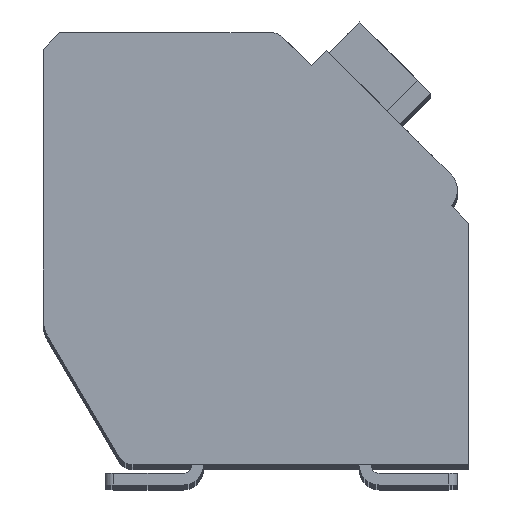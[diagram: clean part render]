
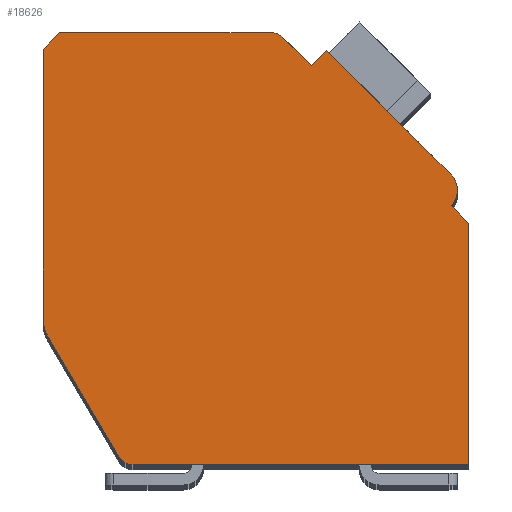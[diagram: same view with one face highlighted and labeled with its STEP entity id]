
A CAD part, top view. The second image highlights one B-rep face of the part: STEP entity #18626.
In plain terms, the highlighted planar face has unit normal (0, 0, 1).
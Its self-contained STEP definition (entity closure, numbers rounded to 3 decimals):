
#1611=DIRECTION('',(0.,-1.,0.));
#1612=VECTOR('',#1611,8.053);
#1613=CARTESIAN_POINT('',(-12.7,12.4,2.1));
#1614=LINE('',#1613,#1612);
#1615=DIRECTION('',(-0.707,-0.707,0.));
#1616=VECTOR('',#1615,0.707);
#1617=CARTESIAN_POINT('',(-12.2,12.9,2.1));
#1618=LINE('',#1617,#1616);
#1619=DIRECTION('',(-1.,0.,0.));
#1620=VECTOR('',#1619,6.298);
#1621=CARTESIAN_POINT('',(-5.902,12.9,2.1));
#1622=LINE('',#1621,#1620);
#1623=CARTESIAN_POINT('',(-5.902,12.4,2.1));
#1624=DIRECTION('',(0.,0.,1.));
#1625=DIRECTION('',(0.707,0.707,0.));
#1626=AXIS2_PLACEMENT_3D('',#1623,#1624,#1625);
#1628=DIRECTION('',(-0.707,0.707,0.));
#1629=VECTOR('',#1628,1.197);
#1630=CARTESIAN_POINT('',(-4.702,11.907,2.1));
#1631=LINE('',#1630,#1629);
#1632=DIRECTION('',(-0.707,-0.707,0.));
#1633=VECTOR('',#1632,0.65);
#1634=CARTESIAN_POINT('',(-4.243,12.367,2.1));
#1635=LINE('',#1634,#1633);
#1636=DIRECTION('',(-0.707,0.707,0.));
#1637=VECTOR('',#1636,5.25);
#1638=CARTESIAN_POINT('',(-0.53,8.655,2.1));
#1639=LINE('',#1638,#1637);
#1640=CARTESIAN_POINT('',(-0.99,8.195,2.1));
#1641=DIRECTION('',(0.,0.,1.));
#1642=DIRECTION('',(0.707,-0.707,0.));
#1643=AXIS2_PLACEMENT_3D('',#1640,#1641,#1642);
#1645=DIRECTION('',(-0.707,0.707,0.));
#1646=VECTOR('',#1645,0.75);
#1647=CARTESIAN_POINT('',(0.,7.205,2.1));
#1648=LINE('',#1647,#1646);
#1649=DIRECTION('',(0.,1.,0.));
#1650=VECTOR('',#1649,7.205);
#1651=CARTESIAN_POINT('',(0.,0.,2.1));
#1652=LINE('',#1651,#1650);
#1653=DIRECTION('',(1.,0.,0.));
#1654=VECTOR('',#1653,10.014);
#1655=CARTESIAN_POINT('',(-10.014,0.,2.1));
#1656=LINE('',#1655,#1654);
#1657=CARTESIAN_POINT('',(-10.014,0.5,2.1));
#1658=DIRECTION('',(0.,0.,1.));
#1659=DIRECTION('',(-0.862,-0.508,0.));
#1660=AXIS2_PLACEMENT_3D('',#1657,#1658,#1659);
#1662=DIRECTION('',(0.508,-0.862,0.));
#1663=VECTOR('',#1662,4.17);
#1664=CARTESIAN_POINT('',(-12.562,3.839,2.1));
#1665=LINE('',#1664,#1663);
#1666=CARTESIAN_POINT('',(-11.7,4.347,2.1));
#1667=DIRECTION('',(0.,0.,1.));
#1668=DIRECTION('',(-1.,0.,0.));
#1669=AXIS2_PLACEMENT_3D('',#1666,#1667,#1668);
#13241=CARTESIAN_POINT('',(-12.7,12.4,2.1));
#13242=CARTESIAN_POINT('',(-12.7,4.347,2.1));
#13243=VERTEX_POINT('',#13241);
#13244=VERTEX_POINT('',#13242);
#13245=CARTESIAN_POINT('',(-12.562,3.839,2.1));
#13246=VERTEX_POINT('',#13245);
#13247=CARTESIAN_POINT('',(-10.445,0.246,2.1));
#13248=VERTEX_POINT('',#13247);
#13249=CARTESIAN_POINT('',(-10.014,0.,2.1));
#13250=VERTEX_POINT('',#13249);
#13251=CARTESIAN_POINT('',(0.,0.,2.1));
#13252=VERTEX_POINT('',#13251);
#13253=CARTESIAN_POINT('',(0.,7.205,2.1));
#13254=VERTEX_POINT('',#13253);
#13255=CARTESIAN_POINT('',(-0.53,7.735,2.1));
#13256=VERTEX_POINT('',#13255);
#13257=CARTESIAN_POINT('',(-0.53,8.655,2.1));
#13258=VERTEX_POINT('',#13257);
#13259=CARTESIAN_POINT('',(-4.243,12.367,2.1));
#13260=VERTEX_POINT('',#13259);
#13261=CARTESIAN_POINT('',(-4.702,11.907,2.1));
#13262=VERTEX_POINT('',#13261);
#13263=CARTESIAN_POINT('',(-5.548,12.754,2.1));
#13264=VERTEX_POINT('',#13263);
#13265=CARTESIAN_POINT('',(-5.902,12.9,2.1));
#13266=VERTEX_POINT('',#13265);
#13267=CARTESIAN_POINT('',(-12.2,12.9,2.1));
#13268=VERTEX_POINT('',#13267);
#18596=CARTESIAN_POINT('',(0.,0.,2.1));
#18597=DIRECTION('',(0.,0.,1.));
#18598=DIRECTION('',(1.,0.,0.));
#18599=AXIS2_PLACEMENT_3D('',#18596,#18597,#18598);
#18600=PLANE('',#18599);
#18601=ORIENTED_EDGE('',*,*,#17289,.F.);
#18603=ORIENTED_EDGE('',*,*,#18602,.F.);
#18605=ORIENTED_EDGE('',*,*,#18604,.F.);
#18607=ORIENTED_EDGE('',*,*,#18606,.F.);
#18609=ORIENTED_EDGE('',*,*,#18608,.F.);
#18611=ORIENTED_EDGE('',*,*,#18610,.F.);
#18613=ORIENTED_EDGE('',*,*,#18612,.F.);
#18615=ORIENTED_EDGE('',*,*,#18614,.F.);
#18617=ORIENTED_EDGE('',*,*,#18616,.F.);
#18618=ORIENTED_EDGE('',*,*,#18088,.F.);
#18620=ORIENTED_EDGE('',*,*,#18619,.F.);
#18621=ORIENTED_EDGE('',*,*,#17432,.F.);
#18622=ORIENTED_EDGE('',*,*,#18139,.F.);
#18623=ORIENTED_EDGE('',*,*,#18424,.F.);
#18624=EDGE_LOOP('',(#18601,#18603,#18605,#18607,#18609,#18611,#18613,#18615,
#18617,#18618,#18620,#18621,#18622,#18623));
#18625=FACE_OUTER_BOUND('',#18624,.F.);
#1627=CIRCLE('',#1626,0.5);
#1644=CIRCLE('',#1643,0.65);
#1661=CIRCLE('',#1660,0.5);
#1670=CIRCLE('',#1669,1.);
#17289=EDGE_CURVE('',#13243,#13244,#1614,.T.);
#17432=EDGE_CURVE('',#13248,#13250,#1661,.T.);
#18088=EDGE_CURVE('',#13252,#13254,#1652,.T.);
#18139=EDGE_CURVE('',#13246,#13248,#1665,.T.);
#18424=EDGE_CURVE('',#13244,#13246,#1670,.T.);
#18602=EDGE_CURVE('',#13268,#13243,#1618,.T.);
#18604=EDGE_CURVE('',#13266,#13268,#1622,.T.);
#18606=EDGE_CURVE('',#13264,#13266,#1627,.T.);
#18608=EDGE_CURVE('',#13262,#13264,#1631,.T.);
#18610=EDGE_CURVE('',#13260,#13262,#1635,.T.);
#18612=EDGE_CURVE('',#13258,#13260,#1639,.T.);
#18614=EDGE_CURVE('',#13256,#13258,#1644,.T.);
#18616=EDGE_CURVE('',#13254,#13256,#1648,.T.);
#18619=EDGE_CURVE('',#13250,#13252,#1656,.T.);
#18626=ADVANCED_FACE('',(#18625),#18600,.T.);
